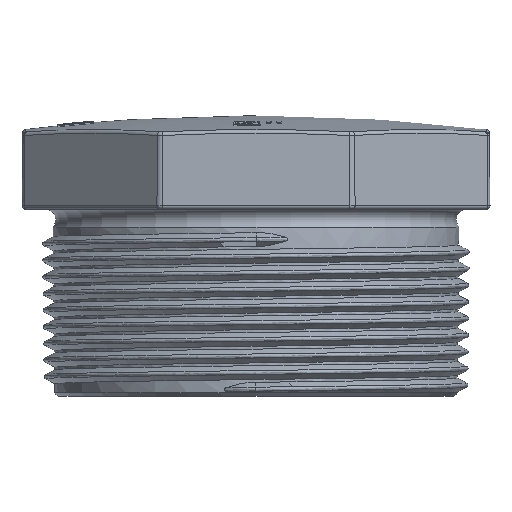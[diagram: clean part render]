
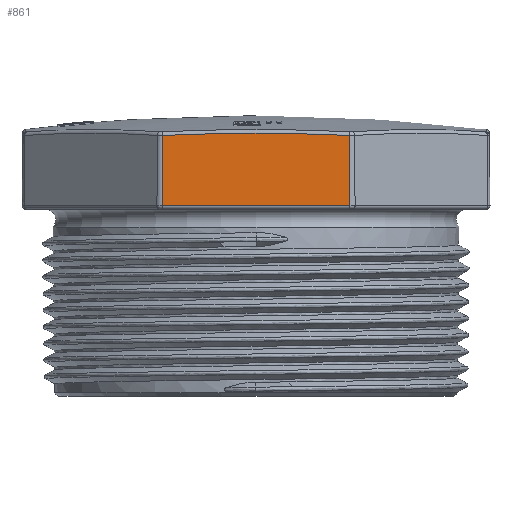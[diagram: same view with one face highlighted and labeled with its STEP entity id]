
A CAD part, left-side view. The second image highlights one B-rep face of the part: STEP entity #861.
In plain terms, the highlighted planar face has unit normal (-1, 0, 0.009).
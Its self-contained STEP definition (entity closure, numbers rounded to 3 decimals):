
#157=LINE('',#6722,#315);
#158=LINE('',#6726,#316);
#159=LINE('',#6728,#317);
#315=VECTOR('',#4208,1.);
#316=VECTOR('',#4213,1.);
#317=VECTOR('',#4214,1.);
#583=FACE_OUTER_BOUND('',#1382,.T.);
#760=PLANE('',#3769);
#861=ADVANCED_FACE('',(#583),#760,.T.);
#1382=EDGE_LOOP('',(#1806,#1807,#1808,#1809));
#1806=ORIENTED_EDGE('',*,*,#3139,.T.);
#1807=ORIENTED_EDGE('',*,*,#3107,.T.);
#1808=ORIENTED_EDGE('',*,*,#3137,.T.);
#1809=ORIENTED_EDGE('',*,*,#3140,.T.);
#2760=VERTEX_POINT('',#6568);
#2761=VERTEX_POINT('',#6583);
#2776=VERTEX_POINT('',#6723);
#2777=VERTEX_POINT('',#6727);
#3107=EDGE_CURVE('',#2761,#2760,#3553,.T.);
#3137=EDGE_CURVE('',#2760,#2776,#157,.T.);
#3139=EDGE_CURVE('',#2777,#2761,#158,.T.);
#3140=EDGE_CURVE('',#2776,#2777,#159,.T.);
#3553=CIRCLE('',#3740,262.34);
#3740=AXIS2_PLACEMENT_3D('',#6582,#4144,#4145);
#3769=AXIS2_PLACEMENT_3D('',#6729,#4215,#4216);
#4144=DIRECTION('',(-1.,0.,0.009));
#4145=DIRECTION('',(0.009,0.,1.));
#4208=DIRECTION('',(-0.009,0.004,-1.));
#4213=DIRECTION('',(0.009,0.004,1.));
#4214=DIRECTION('',(0.,-1.,0.));
#4215=DIRECTION('',(-1.,0.,0.009));
#4216=DIRECTION('',(0.009,0.,1.));
#6568=CARTESIAN_POINT('',(262.585,13.012,36.25));
#6582=CARTESIAN_POINT('',(260.299,0.,-225.757));
#6583=CARTESIAN_POINT('',(262.585,-13.012,36.25));
#6722=CARTESIAN_POINT('',(262.496,13.049,26.096));
#6723=CARTESIAN_POINT('',(262.5,13.048,26.504));
#6726=CARTESIAN_POINT('',(262.496,-13.05,25.999));
#6727=CARTESIAN_POINT('',(262.5,-13.048,26.504));
#6728=CARTESIAN_POINT('',(262.5,-13.462,26.504));
#6729=CARTESIAN_POINT('',(262.496,-13.462,26.));
